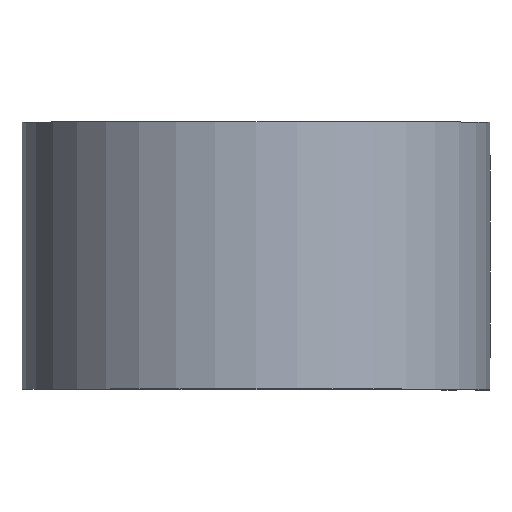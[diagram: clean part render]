
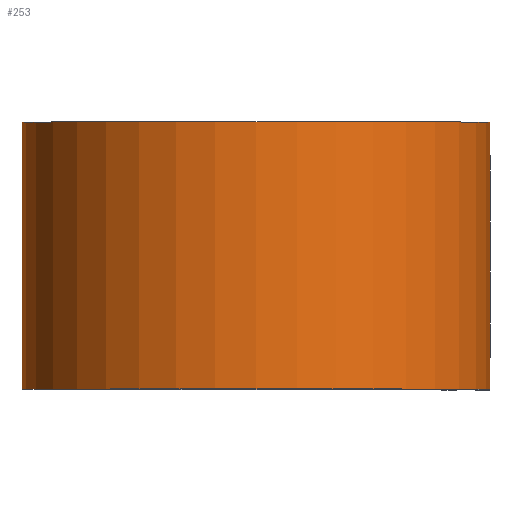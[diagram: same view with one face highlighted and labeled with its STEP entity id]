
A CAD part, top view. The second image highlights one B-rep face of the part: STEP entity #253.
In plain terms, the highlighted cylindrical face has radius 19.469 mm (diameter 38.938 mm), a partial arc.
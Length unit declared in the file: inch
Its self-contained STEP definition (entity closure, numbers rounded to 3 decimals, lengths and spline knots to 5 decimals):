
#10 = CYLINDRICAL_SURFACE ( 'NONE', #108, 0.7665 ) ;
#18 = ORIENTED_EDGE ( 'NONE', *, *, #240, .T. ) ;
#43 = EDGE_CURVE ( 'NONE', #331, #365, #663, .T. ) ;
#61 = CIRCLE ( 'NONE', #599, 0.7665 ) ;
#108 = AXIS2_PLACEMENT_3D ( 'NONE', #643, #668, #255 ) ;
#113 = LINE ( 'NONE', #150, #131 ) ;
#131 = VECTOR ( 'NONE', #229, 39.37008 ) ;
#150 = CARTESIAN_POINT ( 'NONE',  ( 0.7665, 0.4375, 0. ) ) ;
#160 = AXIS2_PLACEMENT_3D ( 'NONE', #201, #621, #248 ) ;
#162 = CARTESIAN_POINT ( 'NONE',  ( 0.7665, -0.4375, 0. ) ) ;
#201 = CARTESIAN_POINT ( 'NONE',  ( 0., -0.4375, 0. ) ) ;
#229 = DIRECTION ( 'NONE',  ( 0., -1., 0. ) ) ;
#240 = EDGE_CURVE ( 'NONE', #433, #331, #731, .T. ) ;
#248 = DIRECTION ( 'NONE',  ( 1., 0., 0. ) ) ;
#253 = ADVANCED_FACE ( 'NONE', ( #276 ), #10, .T. ) ;
#255 = DIRECTION ( 'NONE',  ( 0., 0., -1. ) ) ;
#276 = FACE_OUTER_BOUND ( 'NONE', #376, .T. ) ;
#287 = CARTESIAN_POINT ( 'NONE',  ( 0.7665, 0.4375, 0. ) ) ;
#331 = VERTEX_POINT ( 'NONE', #477 ) ;
#345 = ORIENTED_EDGE ( 'NONE', *, *, #465, .F. ) ;
#365 = VERTEX_POINT ( 'NONE', #162 ) ;
#376 = EDGE_LOOP ( 'NONE', ( #437, #345, #487, #18 ) ) ;
#433 = VERTEX_POINT ( 'NONE', #566 ) ;
#437 = ORIENTED_EDGE ( 'NONE', *, *, #43, .T. ) ;
#450 = VECTOR ( 'NONE', #664, 39.37008 ) ;
#465 = EDGE_CURVE ( 'NONE', #722, #365, #113, .T. ) ;
#477 = CARTESIAN_POINT ( 'NONE',  ( 0., -0.4375, -0.7665 ) ) ;
#487 = ORIENTED_EDGE ( 'NONE', *, *, #555, .F. ) ;
#555 = EDGE_CURVE ( 'NONE', #433, #722, #61, .T. ) ;
#566 = CARTESIAN_POINT ( 'NONE',  ( 0., 0.4375, -0.7665 ) ) ;
#599 = AXIS2_PLACEMENT_3D ( 'NONE', #692, #690, #656 ) ;
#621 = DIRECTION ( 'NONE',  ( 0., 1., 0. ) ) ;
#640 = CARTESIAN_POINT ( 'NONE',  ( 0., 0.4375, -0.7665 ) ) ;
#643 = CARTESIAN_POINT ( 'NONE',  ( 0., 0.4375, 0. ) ) ;
#656 = DIRECTION ( 'NONE',  ( 1., 0., 0. ) ) ;
#663 = CIRCLE ( 'NONE', #160, 0.7665 ) ;
#664 = DIRECTION ( 'NONE',  ( 0., -1., 0. ) ) ;
#668 = DIRECTION ( 'NONE',  ( 0., -1., 0. ) ) ;
#690 = DIRECTION ( 'NONE',  ( 0., 1., 0. ) ) ;
#692 = CARTESIAN_POINT ( 'NONE',  ( 0., 0.4375, 0. ) ) ;
#722 = VERTEX_POINT ( 'NONE', #287 ) ;
#731 = LINE ( 'NONE', #640, #450 ) ;
